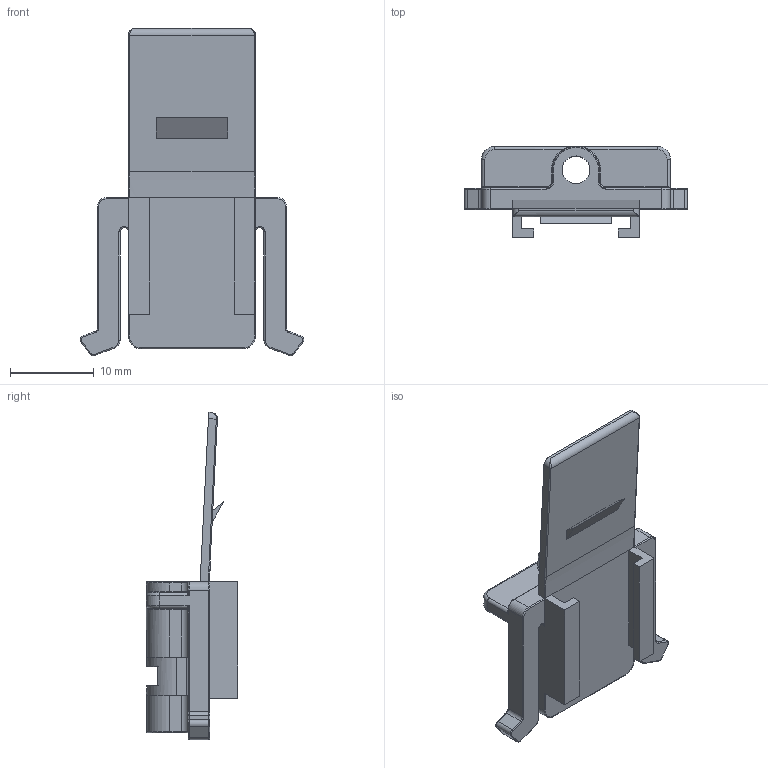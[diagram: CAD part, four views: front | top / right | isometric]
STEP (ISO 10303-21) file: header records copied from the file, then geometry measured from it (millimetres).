
FILE_DESCRIPTION (( 'STEP AP214' ), '1' );
FILE_NAME ('SL-CLP-2.STEP', '2011-09-23T16:00:07', ( '.ADC' ), ( 'ADC' ), 'SwSTEP 2.0', 'SolidWorks 2011', '' );
FILE_SCHEMA (( 'AUTOMOTIVE_DESIGN' ));
Length unit declared in the file: inch
Products named in the file (1): SL-CLP-2
Bounding box: 26.61 x 10.85 x 38.98 mm (x, y, z)
Volume: 1900.9 mm3; surface area: 2605.1 mm2
Topology: 1 solids, 1 shells, 225 faces, 543 edges, 312 vertices
Faces by surface type: cylinder 93, plane 66, torus 56, bspline 10
Full cylindrical faces by diameter (mm): 3.302 x2
Entity records: 9680 total; most frequent: CARTESIAN_POINT 1469, DIRECTION 1185, ORIENTED_EDGE 1062, EDGE_CURVE 531, AXIS2_PLACEMENT_3D 464, VERTEX_POINT 312, VECTOR 257, LINE 257
